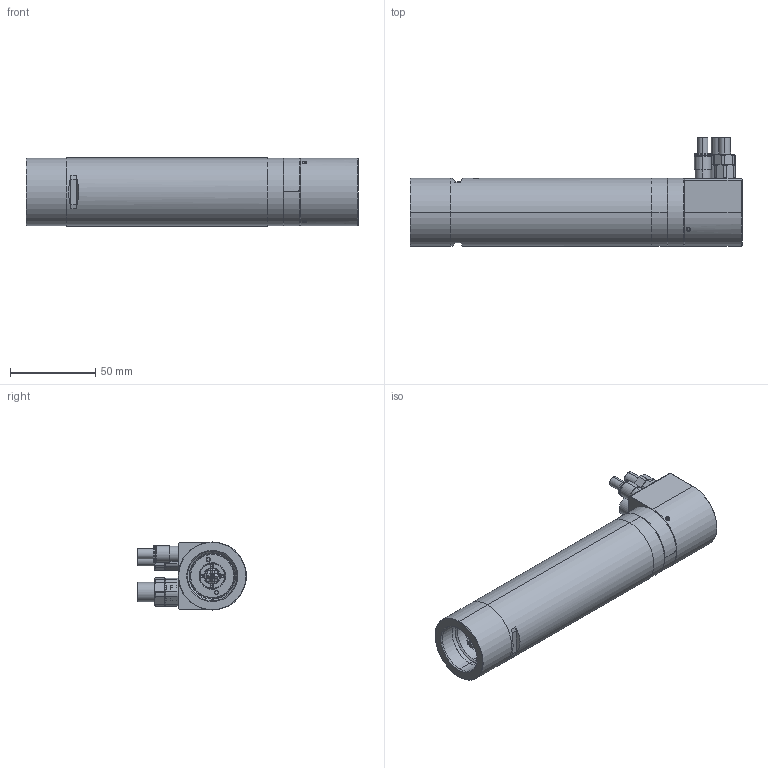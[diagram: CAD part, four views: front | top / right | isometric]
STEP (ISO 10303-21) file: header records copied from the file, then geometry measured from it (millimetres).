
FILE_DESCRIPTION (( 'STEP AP203' ), '1' );
FILE_NAME ('EM-4020A.STEP', '2016-03-22T01:36:25', ( '株式会社ナカニシ' ), ( 'Microsoft' ), 'SwSTEP 2.0', 'SolidWorks 2013', '' );
FILE_SCHEMA (( 'CONFIG_CONTROL_DESIGN' ));
Length unit declared in the file: millimetre
Products named in the file (1): EM-4020A
Bounding box: 195.2 x 63.85 x 40 mm (x, y, z)
Volume: 99267.6 mm3; surface area: 117533.3 mm2
Topology: 83 solids, 83 shells, 1130 faces, 2491 edges, 1569 vertices
Faces by surface type: cylinder 500, plane 328, cone 234, torus 46, bspline 22
Entity records: 33947 total; most frequent: CARTESIAN_POINT 8600, DIRECTION 5548, ORIENTED_EDGE 4958, EDGE_CURVE 2479, AXIS2_PLACEMENT_3D 2297, VERTEX_POINT 1569, EDGE_LOOP 1290, CIRCLE 1188
